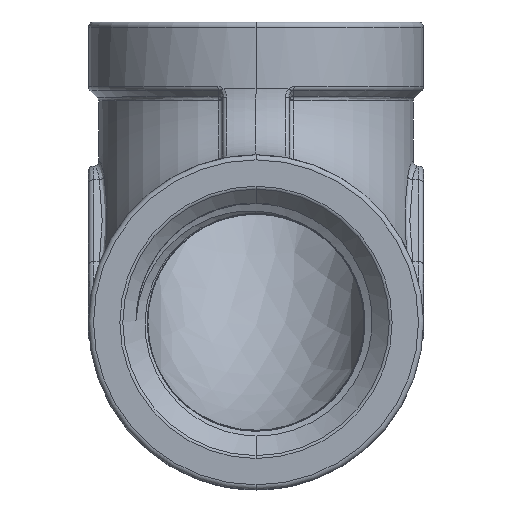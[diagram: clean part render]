
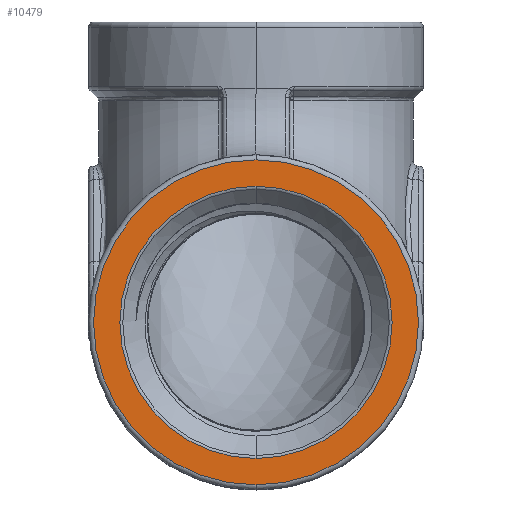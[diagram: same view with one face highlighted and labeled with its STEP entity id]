
A CAD part, top view. The second image highlights one B-rep face of the part: STEP entity #10479.
In plain terms, the highlighted planar face has unit normal (0, 0, 1).
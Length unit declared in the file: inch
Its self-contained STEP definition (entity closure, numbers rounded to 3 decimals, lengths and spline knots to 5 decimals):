
#729 = CARTESIAN_POINT ( 'NONE',  ( 0., -0.59311, 1.31 ) ) ;
#764 = FACE_OUTER_BOUND ( 'NONE', #2267, .T. ) ;
#1075 = VERTEX_POINT ( 'NONE', #729 ) ;
#1357 = DIRECTION ( 'NONE',  ( 0., 1., 0. ) ) ;
#1542 = AXIS2_PLACEMENT_3D ( 'NONE', #11206, #3853, #6584 ) ;
#2267 = EDGE_LOOP ( 'NONE', ( #2905, #5333 ) ) ;
#2371 = DIRECTION ( 'NONE',  ( 0., 0., -1. ) ) ;
#2392 = VERTEX_POINT ( 'NONE', #10227 ) ;
#2452 = DIRECTION ( 'NONE',  ( 0., 1., 0. ) ) ;
#2523 = CARTESIAN_POINT ( 'NONE',  ( 0., 0., 1.31 ) ) ;
#2640 = DIRECTION ( 'NONE',  ( 0., 1., 0. ) ) ;
#2905 = ORIENTED_EDGE ( 'NONE', *, *, #3400, .T. ) ;
#3162 = EDGE_CURVE ( 'NONE', #1075, #2392, #5594, .T. ) ;
#3400 = EDGE_CURVE ( 'NONE', #6169, #3668, #7574, .T. ) ;
#3427 = CARTESIAN_POINT ( 'NONE',  ( 0., 0.525, 1.31 ) ) ;
#3668 = VERTEX_POINT ( 'NONE', #9934 ) ;
#3853 = DIRECTION ( 'NONE',  ( 0., 0., 1. ) ) ;
#4016 = FACE_BOUND ( 'NONE', #4651, .T. ) ;
#4099 = AXIS2_PLACEMENT_3D ( 'NONE', #8586, #11322, #1357 ) ;
#4285 = DIRECTION ( 'NONE',  ( 0., 1., 0. ) ) ;
#4651 = EDGE_LOOP ( 'NONE', ( #8771, #11690 ) ) ;
#5171 = EDGE_CURVE ( 'NONE', #3668, #6169, #8130, .T. ) ;
#5333 = ORIENTED_EDGE ( 'NONE', *, *, #5171, .T. ) ;
#5594 = CIRCLE ( 'NONE', #11134, 0.59311 ) ;
#6169 = VERTEX_POINT ( 'NONE', #6740 ) ;
#6584 = DIRECTION ( 'NONE',  ( 0., 1., 0. ) ) ;
#6740 = CARTESIAN_POINT ( 'NONE',  ( 0., 0.7081, 1.31 ) ) ;
#7482 = AXIS2_PLACEMENT_3D ( 'NONE', #3427, #11493, #4285 ) ;
#7574 = CIRCLE ( 'NONE', #4099, 0.7081 ) ;
#7856 = CIRCLE ( 'NONE', #9152, 0.59311 ) ;
#8130 = CIRCLE ( 'NONE', #1542, 0.7081 ) ;
#8586 = CARTESIAN_POINT ( 'NONE',  ( 0., 0., 1.31 ) ) ;
#8771 = ORIENTED_EDGE ( 'NONE', *, *, #9107, .T. ) ;
#8827 = PLANE ( 'NONE',  #7482 ) ;
#9107 = EDGE_CURVE ( 'NONE', #2392, #1075, #7856, .T. ) ;
#9152 = AXIS2_PLACEMENT_3D ( 'NONE', #2523, #11623, #2640 ) ;
#9647 = CARTESIAN_POINT ( 'NONE',  ( 0., 0., 1.31 ) ) ;
#9934 = CARTESIAN_POINT ( 'NONE',  ( 0., -0.7081, 1.31 ) ) ;
#10227 = CARTESIAN_POINT ( 'NONE',  ( 0., 0.59311, 1.31 ) ) ;
#10479 = ADVANCED_FACE ( 'NONE', ( #4016, #764 ), #8827, .F. ) ;
#11134 = AXIS2_PLACEMENT_3D ( 'NONE', #9647, #2371, #2452 ) ;
#11206 = CARTESIAN_POINT ( 'NONE',  ( 0., 0., 1.31 ) ) ;
#11322 = DIRECTION ( 'NONE',  ( 0., 0., 1. ) ) ;
#11493 = DIRECTION ( 'NONE',  ( 0., 0., -1. ) ) ;
#11623 = DIRECTION ( 'NONE',  ( 0., 0., -1. ) ) ;
#11690 = ORIENTED_EDGE ( 'NONE', *, *, #3162, .T. ) ;
